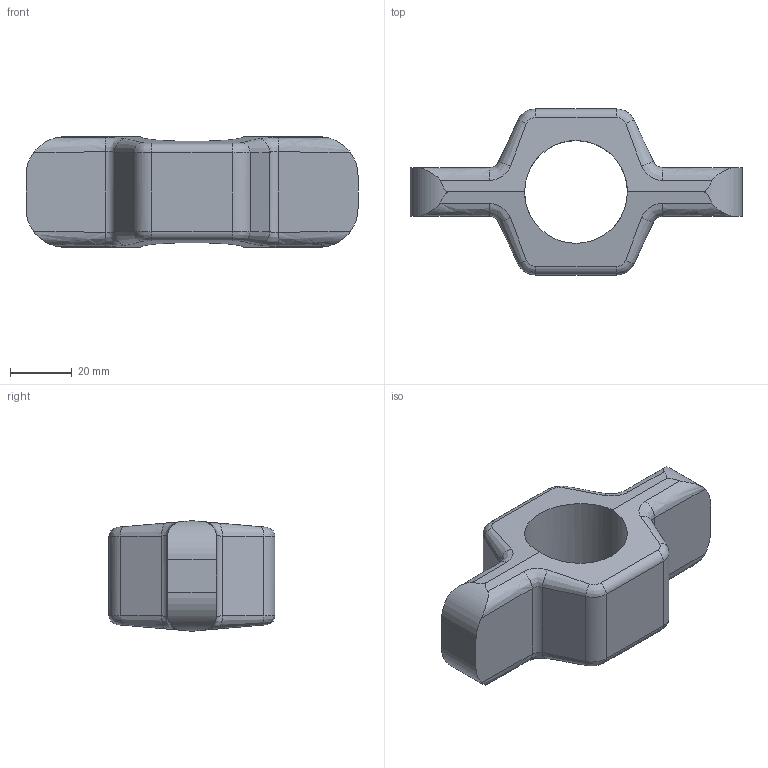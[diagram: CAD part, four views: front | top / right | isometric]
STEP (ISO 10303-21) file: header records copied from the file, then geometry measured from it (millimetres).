
FILE_DESCRIPTION (( 'STEP AP214' ), '1' );
FILE_NAME ('PHHW1.0P304AN.STEP', '2021-03-25T12:59:56', ( '' ), ( '' ), 'SwSTEP 2.0', 'SolidWorks 2013', '' );
FILE_SCHEMA (( 'AUTOMOTIVE_DESIGN' ));
Length unit declared in the file: millimetre
Products named in the file (1): PHHW1.0P304AN
Bounding box: 107.95 x 53.98 x 35.92 mm (x, y, z)
Volume: 80798.7 mm3; surface area: 17040.8 mm2
Topology: 1 solids, 1 shells, 65 faces, 161 edges, 96 vertices
Faces by surface type: bspline 32, cylinder 17, plane 16
Full cylindrical faces by diameter (mm): 33.401 x1
Entity records: 4659 total; most frequent: CARTESIAN_POINT 2658, ORIENTED_EDGE 320, DIRECTION 184, EDGE_CURVE 160, VERTEX_POINT 96, AXIS2_PLACEMENT_3D 74, B_SPLINE_CURVE_WITH_KNOTS 72, UNCERTAINTY_MEASURE_WITH_UNIT 68
